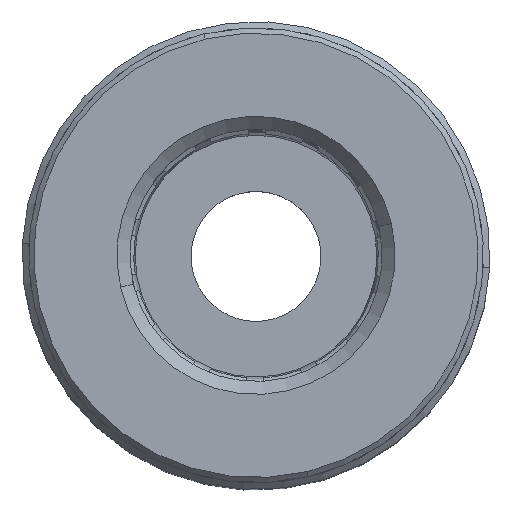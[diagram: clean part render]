
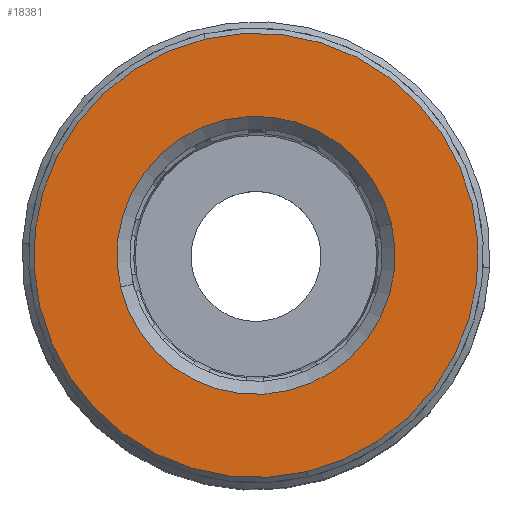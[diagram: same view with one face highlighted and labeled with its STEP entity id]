
A CAD part, top view. The second image highlights one B-rep face of the part: STEP entity #18381.
In plain terms, the highlighted planar face has unit normal (0, 0, 1).
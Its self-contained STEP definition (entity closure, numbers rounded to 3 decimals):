
#1393 = CARTESIAN_POINT ( 'NONE',  ( 3.965, 10.609, 26.561 ) ) ;
#3546 = ORIENTED_EDGE ( 'NONE', *, *, #9426, .T. ) ;
#3841 = CARTESIAN_POINT ( 'NONE',  ( 9.173, 11.833, 26.561 ) ) ;
#4196 = CARTESIAN_POINT ( 'NONE',  ( 9.173, 11.833, 26.561 ) ) ;
#4279 = EDGE_LOOP ( 'NONE', ( #18155, #12647 ) ) ;
#6069 = CARTESIAN_POINT ( 'NONE',  ( 7.217, 20.156, 26.561 ) ) ;
#6071 = EDGE_CURVE ( 'NONE', #6102, #18605, #13290, .T. ) ;
#6102 = VERTEX_POINT ( 'NONE', #1393 ) ;
#6501 = DIRECTION ( 'NONE',  ( -0.973, -0.229, 0. ) ) ;
#6841 = DIRECTION ( 'NONE',  ( -0.229, 0.973, 0. ) ) ;
#7030 = DIRECTION ( 'NONE',  ( 0., 0., 1. ) ) ;
#8065 = AXIS2_PLACEMENT_3D ( 'NONE', #22551, #7030, #25138 ) ;
#9426 = EDGE_CURVE ( 'NONE', #21119, #14045, #31964, .T. ) ;
#9746 = FACE_BOUND ( 'NONE', #4279, .T. ) ;
#10481 = AXIS2_PLACEMENT_3D ( 'NONE', #4196, #22371, #6841 ) ;
#10778 = AXIS2_PLACEMENT_3D ( 'NONE', #3841, #22039, #6501 ) ;
#11657 = CARTESIAN_POINT ( 'NONE',  ( 11.129, 3.51, 26.561 ) ) ;
#12473 = EDGE_CURVE ( 'NONE', #18605, #6102, #20118, .T. ) ;
#12647 = ORIENTED_EDGE ( 'NONE', *, *, #12473, .T. ) ;
#12760 = DIRECTION ( 'NONE',  ( 0., 0., -1. ) ) ;
#13290 = CIRCLE ( 'NONE', #10778, 5.35 ) ;
#14045 = VERTEX_POINT ( 'NONE', #6069 ) ;
#14487 = CARTESIAN_POINT ( 'NONE',  ( 9.173, 11.833, 26.561 ) ) ;
#16644 = FACE_OUTER_BOUND ( 'NONE', #32865, .T. ) ;
#16966 = AXIS2_PLACEMENT_3D ( 'NONE', #14487, #32594, #17086 ) ;
#17086 = DIRECTION ( 'NONE',  ( -0.229, 0.973, 0. ) ) ;
#18155 = ORIENTED_EDGE ( 'NONE', *, *, #6071, .T. ) ;
#18381 = ADVANCED_FACE ( 'NONE', ( #9746, #16644 ), #25039, .T. ) ;
#18605 = VERTEX_POINT ( 'NONE', #27385 ) ;
#20118 = CIRCLE ( 'NONE', #21882, 5.35 ) ;
#21119 = VERTEX_POINT ( 'NONE', #11657 ) ;
#21882 = AXIS2_PLACEMENT_3D ( 'NONE', #28258, #12760, #30858 ) ;
#22039 = DIRECTION ( 'NONE',  ( 0., 0., -1. ) ) ;
#22371 = DIRECTION ( 'NONE',  ( 0., 0., 1. ) ) ;
#22551 = CARTESIAN_POINT ( 'NONE',  ( 9.173, 11.833, 26.561 ) ) ;
#23740 = EDGE_CURVE ( 'NONE', #14045, #21119, #29569, .T. ) ;
#25039 = PLANE ( 'NONE',  #8065 ) ;
#25138 = DIRECTION ( 'NONE',  ( 0.229, -0.973, 0. ) ) ;
#27385 = CARTESIAN_POINT ( 'NONE',  ( 14.381, 13.057, 26.561 ) ) ;
#28258 = CARTESIAN_POINT ( 'NONE',  ( 9.173, 11.833, 26.561 ) ) ;
#29569 = CIRCLE ( 'NONE', #10481, 8.55 ) ;
#30858 = DIRECTION ( 'NONE',  ( -0.973, -0.229, 0. ) ) ;
#31444 = ORIENTED_EDGE ( 'NONE', *, *, #23740, .T. ) ;
#31964 = CIRCLE ( 'NONE', #16966, 8.55 ) ;
#32594 = DIRECTION ( 'NONE',  ( 0., 0., 1. ) ) ;
#32865 = EDGE_LOOP ( 'NONE', ( #31444, #3546 ) ) ;
